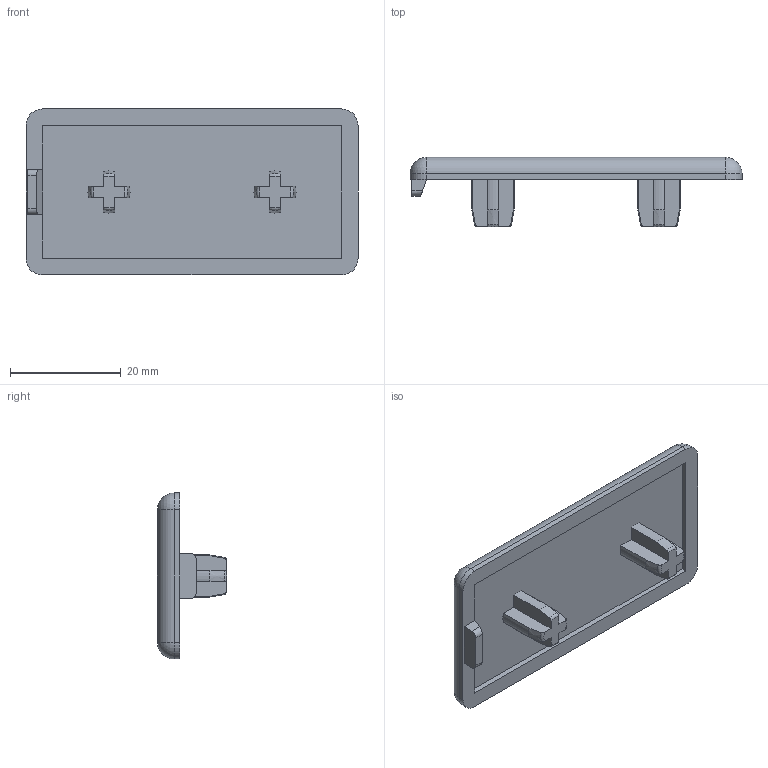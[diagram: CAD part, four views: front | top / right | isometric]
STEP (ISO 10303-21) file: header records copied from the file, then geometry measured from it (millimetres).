
FILE_DESCRIPTION(/* description */ (''),/* implementation_level */ '2;1');
FILE_NAME(/* name */ '1008302.stp',/* time_stamp */ '2024-07-23T14:34:28+02:00',/* author */ ('Bo'),/* organization */ (''),/* preprocessor_version */ 'ST-DEVELOPER v20',/* originating_system */ 'Autodesk Inventor 2025',/* authorisation */ ' ');
FILE_SCHEMA (('AUTOMOTIVE_DESIGN { 1 0 10303 214 3 1 1 }'));
Length unit declared in the file: millimetre
Products named in the file (1): 1008302
Bounding box: 60 x 12.5 x 30 mm (x, y, z)
Volume: 6076.5 mm3; surface area: 4798 mm2
Topology: 1 solids, 1 shells, 72 faces, 191 edges, 120 vertices
Faces by surface type: plane 34, cylinder 18, cone 8, torus 8, sphere 4
Entity records: 2339 total; most frequent: CARTESIAN_POINT 556, ORIENTED_EDGE 374, DIRECTION 353, EDGE_CURVE 187, AXIS2_PLACEMENT_3D 125, VERTEX_POINT 120, LINE 103, VECTOR 103
